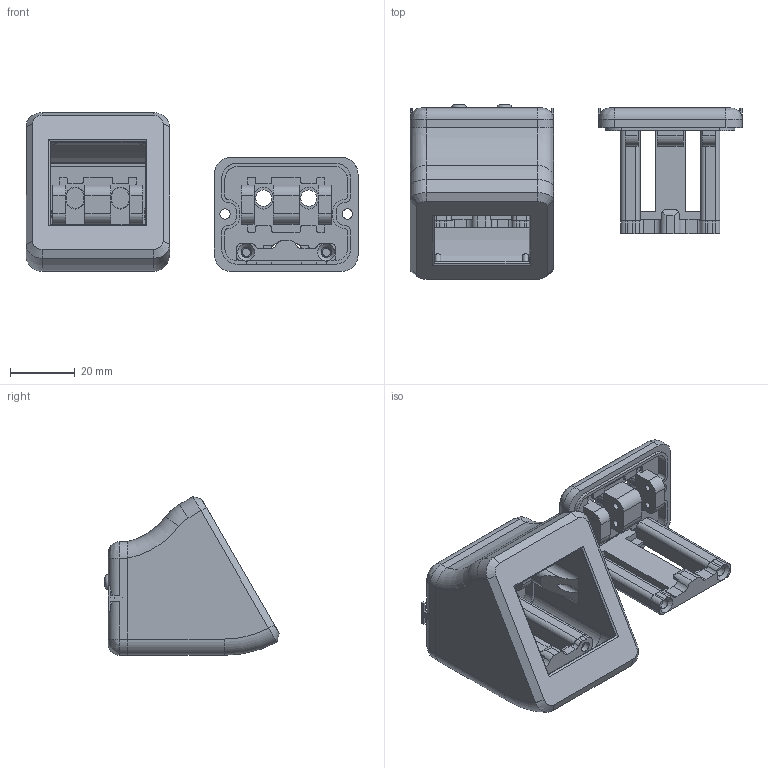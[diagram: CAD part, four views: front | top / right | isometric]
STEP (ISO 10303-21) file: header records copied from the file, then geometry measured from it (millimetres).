
FILE_DESCRIPTION(/* description */ (''),/* implementation_level */ '2;1');
FILE_NAME(/* name */ 'Snake Dongle Modified.step',/* time_stamp */ '2026-02-01T16:46:37-05:00',/* author */ (''),/* organization */ (''),/* preprocessor_version */ 'ST-DEVELOPER v20.1',/* originating_system */ 'Autodesk Translation Framework v14.24.0.0',/* authorisation */ '');
FILE_SCHEMA (('AUTOMOTIVE_DESIGN { 1 0 10303 214 3 1 1 }'));
Length unit declared in the file: millimetre
Products named in the file (1): Snake Dongle Modified
Bounding box: 102.16 x 53.66 x 48.82 mm (x, y, z)
Volume: 35452.7 mm3; surface area: 31558 mm2
Topology: 7 solids, 7 shells, 702 faces, 1926 edges, 1248 vertices
Faces by surface type: plane 360, cylinder 267, bspline 35, cone 26, torus 14
Full cylindrical faces by diameter (mm): 1 x5, 1.76 x4, 1.9 x8, 2.1 x4, 2.5 x6, 2.96 x4, 3.2 x4, 3.3 x2, 4.6 x2, 5 x4, 5.7 x4
Entity records: 23939 total; most frequent: CARTESIAN_POINT 5704, ORIENTED_EDGE 3844, DIRECTION 3782, EDGE_CURVE 1922, AXIS2_PLACEMENT_3D 1278, VERTEX_POINT 1246, LINE 1226, VECTOR 1226
